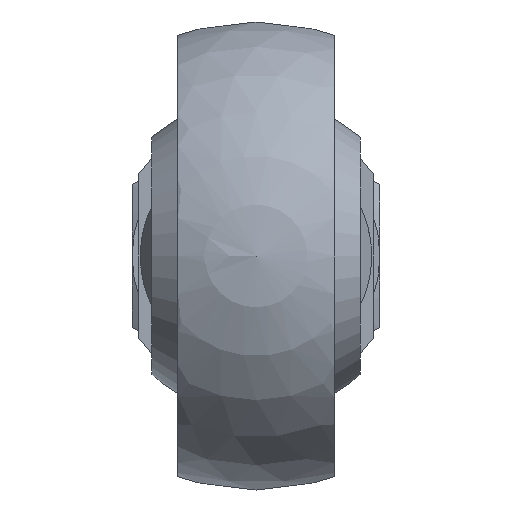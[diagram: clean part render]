
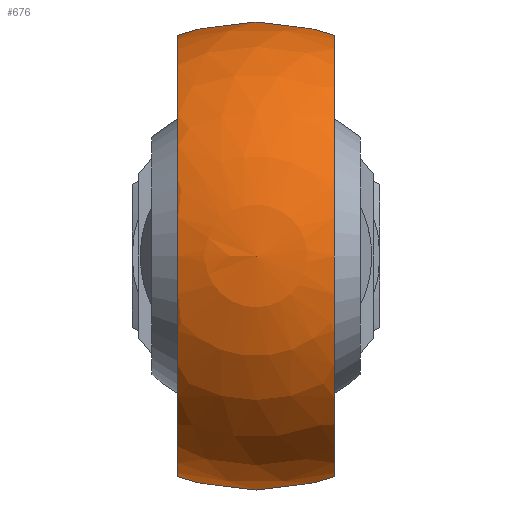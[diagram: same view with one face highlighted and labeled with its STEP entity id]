
A CAD part, left-side view. The second image highlights one B-rep face of the part: STEP entity #676.
In plain terms, the highlighted spherical face has radius 9 mm.
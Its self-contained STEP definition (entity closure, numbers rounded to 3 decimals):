
#79=SPHERICAL_SURFACE('',#754,9.);
#162=ORIENTED_EDGE('',*,*,#346,.F.);
#163=ORIENTED_EDGE('',*,*,#347,.T.);
#164=ORIENTED_EDGE('',*,*,#348,.F.);
#165=ORIENTED_EDGE('',*,*,#349,.T.);
#346=EDGE_CURVE('',#436,#437,#499,.T.);
#347=EDGE_CURVE('',#436,#438,#500,.F.);
#348=EDGE_CURVE('',#439,#438,#501,.T.);
#349=EDGE_CURVE('',#439,#437,#502,.F.);
#436=VERTEX_POINT('',#1060);
#437=VERTEX_POINT('',#1061);
#438=VERTEX_POINT('',#1063);
#439=VERTEX_POINT('',#1065);
#499=CIRCLE('',#755,7.217);
#500=CIRCLE('',#756,8.485);
#501=CIRCLE('',#757,7.217);
#502=CIRCLE('',#758,8.485);
#535=EDGE_LOOP('',(#162,#163,#164,#165));
#597=FACE_BOUND('',#535,.T.);
#676=ADVANCED_FACE('',(#597),#79,.T.);
#754=AXIS2_PLACEMENT_3D('',#1058,#859,#860);
#755=AXIS2_PLACEMENT_3D('',#1059,#861,#862);
#756=AXIS2_PLACEMENT_3D('',#1062,#863,#864);
#757=AXIS2_PLACEMENT_3D('',#1064,#865,#866);
#758=AXIS2_PLACEMENT_3D('',#1066,#867,#868);
#859=DIRECTION('',(1.,0.,0.));
#860=DIRECTION('',(0.,1.,0.));
#861=DIRECTION('',(1.,0.,0.));
#862=DIRECTION('',(0.,0.,-1.));
#863=DIRECTION('',(0.,-1.,0.));
#864=DIRECTION('',(0.,0.,-1.));
#865=DIRECTION('',(1.,0.,0.));
#866=DIRECTION('',(0.,0.,-1.));
#867=DIRECTION('',(0.,1.,0.));
#868=DIRECTION('',(0.,0.,1.));
#1058=CARTESIAN_POINT('',(0.,0.,0.));
#1059=CARTESIAN_POINT('',(5.377,0.,0.));
#1060=CARTESIAN_POINT('',(5.377,-3.,-6.564));
#1061=CARTESIAN_POINT('',(5.377,3.,-6.564));
#1062=CARTESIAN_POINT('',(0.,-3.,0.));
#1063=CARTESIAN_POINT('',(5.377,-3.,6.564));
#1064=CARTESIAN_POINT('',(5.377,0.,0.));
#1065=CARTESIAN_POINT('',(5.377,3.,6.564));
#1066=CARTESIAN_POINT('',(0.,3.,0.));
